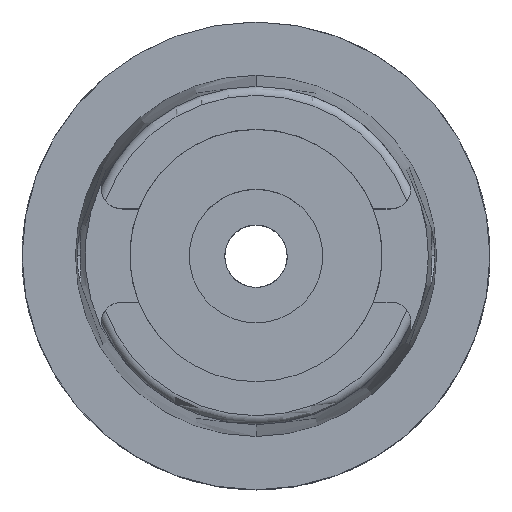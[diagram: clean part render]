
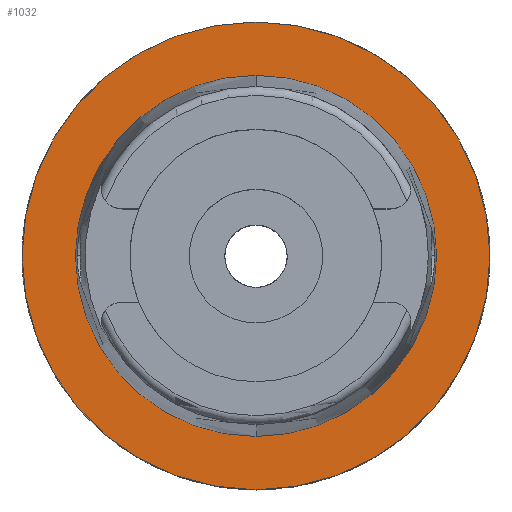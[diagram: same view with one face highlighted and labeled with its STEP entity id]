
A CAD part, top view. The second image highlights one B-rep face of the part: STEP entity #1032.
In plain terms, the highlighted planar face has unit normal (0, 0, 1).
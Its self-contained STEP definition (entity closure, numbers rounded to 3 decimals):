
#17 = CARTESIAN_POINT ( 'NONE',  ( 0., 0., 0. ) ) ;
#30 = PLANE ( 'NONE',  #3273 ) ;
#94 = EDGE_CURVE ( 'NONE', #989, #129, #4193, .T. ) ;
#129 = VERTEX_POINT ( 'NONE', #3807 ) ;
#309 = AXIS2_PLACEMENT_3D ( 'NONE', #17, #2087, #2940 ) ;
#550 = DIRECTION ( 'NONE',  ( 0., 1., 0. ) ) ;
#613 = EDGE_LOOP ( 'NONE', ( #1169, #766 ) ) ;
#766 = ORIENTED_EDGE ( 'NONE', *, *, #3259, .F. ) ;
#867 = DIRECTION ( 'NONE',  ( 0., 0., 1. ) ) ;
#884 = CARTESIAN_POINT ( 'NONE',  ( 0., 0., 0. ) ) ;
#907 = CARTESIAN_POINT ( 'NONE',  ( 0., 0., 0. ) ) ;
#989 = VERTEX_POINT ( 'NONE', #5539 ) ;
#1032 = ADVANCED_FACE ( 'NONE', ( #4338, #3903 ), #30, .T. ) ;
#1169 = ORIENTED_EDGE ( 'NONE', *, *, #94, .F. ) ;
#1559 = EDGE_CURVE ( 'NONE', #4094, #3309, #2727, .T. ) ;
#1565 = AXIS2_PLACEMENT_3D ( 'NONE', #2653, #3169, #550 ) ;
#1617 = CARTESIAN_POINT ( 'NONE',  ( 0., 31.5, 0. ) ) ;
#1676 = AXIS2_PLACEMENT_3D ( 'NONE', #884, #2982, #4662 ) ;
#1996 = EDGE_LOOP ( 'NONE', ( #2606, #3251 ) ) ;
#2015 = AXIS2_PLACEMENT_3D ( 'NONE', #2228, #867, #3867 ) ;
#2087 = DIRECTION ( 'NONE',  ( 0., 0., 1. ) ) ;
#2228 = CARTESIAN_POINT ( 'NONE',  ( 0., 0., 0. ) ) ;
#2606 = ORIENTED_EDGE ( 'NONE', *, *, #1559, .F. ) ;
#2653 = CARTESIAN_POINT ( 'NONE',  ( 0., 0., 0. ) ) ;
#2727 = CIRCLE ( 'NONE', #1565, 31.5 ) ;
#2940 = DIRECTION ( 'NONE',  ( 0., 1., 0. ) ) ;
#2982 = DIRECTION ( 'NONE',  ( 0., 0., -1. ) ) ;
#2991 = CARTESIAN_POINT ( 'NONE',  ( 0., -31.5, 0. ) ) ;
#3092 = DIRECTION ( 'NONE',  ( 0., 0., 1. ) ) ;
#3169 = DIRECTION ( 'NONE',  ( 0., 0., -1. ) ) ;
#3251 = ORIENTED_EDGE ( 'NONE', *, *, #5338, .F. ) ;
#3259 = EDGE_CURVE ( 'NONE', #129, #989, #4466, .T. ) ;
#3273 = AXIS2_PLACEMENT_3D ( 'NONE', #907, #3092, #3434 ) ;
#3309 = VERTEX_POINT ( 'NONE', #2991 ) ;
#3434 = DIRECTION ( 'NONE',  ( 1., 0., 0. ) ) ;
#3656 = CIRCLE ( 'NONE', #1676, 31.5 ) ;
#3807 = CARTESIAN_POINT ( 'NONE',  ( 0., -24.315, 0. ) ) ;
#3867 = DIRECTION ( 'NONE',  ( 0., -1., 0. ) ) ;
#3903 = FACE_BOUND ( 'NONE', #613, .T. ) ;
#4094 = VERTEX_POINT ( 'NONE', #1617 ) ;
#4193 = CIRCLE ( 'NONE', #309, 24.315 ) ;
#4338 = FACE_OUTER_BOUND ( 'NONE', #1996, .T. ) ;
#4466 = CIRCLE ( 'NONE', #2015, 24.315 ) ;
#4662 = DIRECTION ( 'NONE',  ( 0., -1., 0. ) ) ;
#5338 = EDGE_CURVE ( 'NONE', #3309, #4094, #3656, .T. ) ;
#5539 = CARTESIAN_POINT ( 'NONE',  ( 0., 24.315, 0. ) ) ;
